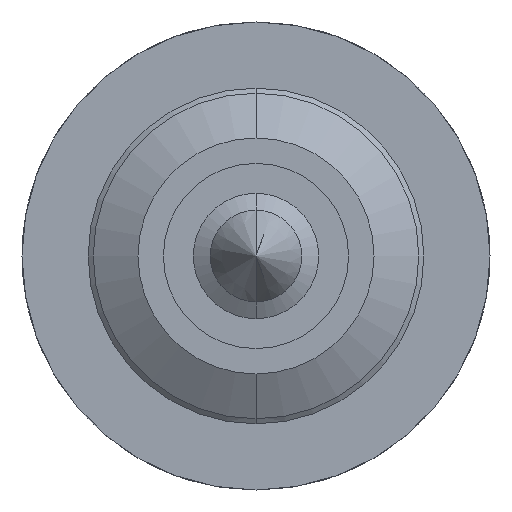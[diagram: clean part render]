
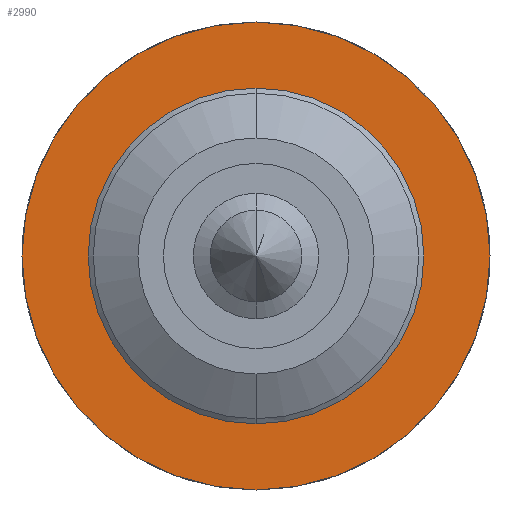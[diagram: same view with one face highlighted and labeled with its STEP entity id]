
A CAD part, front view. The second image highlights one B-rep face of the part: STEP entity #2990.
In plain terms, the highlighted planar face has unit normal (0, -1, 0).
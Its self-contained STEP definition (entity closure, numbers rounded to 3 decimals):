
#50 = CARTESIAN_POINT ( 'NONE',  ( 0., -2., 0.825 ) ) ;
#57 = DIRECTION ( 'NONE',  ( 0., 0., 1. ) ) ;
#256 = CARTESIAN_POINT ( 'NONE',  ( 0., -2., 0. ) ) ;
#284 = DIRECTION ( 'NONE',  ( 0., 1., 0. ) ) ;
#287 = VERTEX_POINT ( 'NONE', #50 ) ;
#364 = CARTESIAN_POINT ( 'NONE',  ( 0., -2., 0. ) ) ;
#374 = AXIS2_PLACEMENT_3D ( 'NONE', #256, #284, #866 ) ;
#422 = AXIS2_PLACEMENT_3D ( 'NONE', #4035, #2037, #1401 ) ;
#434 = EDGE_LOOP ( 'NONE', ( #2617, #852 ) ) ;
#577 = VERTEX_POINT ( 'NONE', #3824 ) ;
#676 = DIRECTION ( 'NONE',  ( 0., 1., 0. ) ) ;
#732 = FACE_OUTER_BOUND ( 'NONE', #434, .T. ) ;
#852 = ORIENTED_EDGE ( 'NONE', *, *, #1258, .F. ) ;
#866 = DIRECTION ( 'NONE',  ( 0., 0., 1. ) ) ;
#943 = CIRCLE ( 'NONE', #2218, 1.15 ) ;
#1222 = AXIS2_PLACEMENT_3D ( 'NONE', #364, #676, #57 ) ;
#1258 = EDGE_CURVE ( 'Defeature ausgef�hrt2_5+Defeature ausgef�hrt2_6+Defeature ausgef�hrt2_6+Defeature ausgef�hrt2_6', #1477, #577, #3525, .T. ) ;
#1401 = DIRECTION ( 'NONE',  ( 0., 0., 1. ) ) ;
#1477 = VERTEX_POINT ( 'NONE', #3783 ) ;
#1864 = EDGE_LOOP ( 'NONE', ( #3230, #3684 ) ) ;
#2037 = DIRECTION ( 'NONE',  ( 0., 1., 0. ) ) ;
#2105 = EDGE_CURVE ( 'Defeature ausgef�hrt2_5+Defeature ausgef�hrt2_6+Defeature ausgef�hrt2_6+Defeature ausgef�hrt2_6', #577, #1477, #943, .T. ) ;
#2218 = AXIS2_PLACEMENT_3D ( 'NONE', #2781, #2789, #3144 ) ;
#2487 = CIRCLE ( 'NONE', #422, 0.825 ) ;
#2567 = CIRCLE ( 'NONE', #374, 0.825 ) ;
#2617 = ORIENTED_EDGE ( 'NONE', *, *, #2105, .F. ) ;
#2781 = CARTESIAN_POINT ( 'NONE',  ( 0., -2., 0. ) ) ;
#2786 = CARTESIAN_POINT ( 'NONE',  ( 1.15, -2., 0. ) ) ;
#2789 = DIRECTION ( 'NONE',  ( 0., 1., 0. ) ) ;
#2935 = EDGE_CURVE ( 'Defeature ausgef�hrt2_6+Defeature ausgef�hrt2_4+Defeature ausgef�hrt2_4+Defeature ausgef�hrt2_4', #287, #3519, #2487, .T. ) ;
#2990 = ADVANCED_FACE ( 'Defeature ausgef�hrt2_6', ( #732, #3469 ), #3142, .F. ) ;
#3088 = CARTESIAN_POINT ( 'NONE',  ( 0., -2., -0.825 ) ) ;
#3142 = PLANE ( 'NONE',  #3353 ) ;
#3144 = DIRECTION ( 'NONE',  ( 0., 0., 1. ) ) ;
#3156 = DIRECTION ( 'NONE',  ( 0., 0., 1. ) ) ;
#3230 = ORIENTED_EDGE ( 'NONE', *, *, #2935, .T. ) ;
#3353 = AXIS2_PLACEMENT_3D ( 'NONE', #2786, #3771, #3156 ) ;
#3469 = FACE_BOUND ( 'NONE', #1864, .T. ) ;
#3519 = VERTEX_POINT ( 'NONE', #3088 ) ;
#3525 = CIRCLE ( 'NONE', #1222, 1.15 ) ;
#3684 = ORIENTED_EDGE ( 'NONE', *, *, #3766, .T. ) ;
#3766 = EDGE_CURVE ( 'Defeature ausgef�hrt2_6+Defeature ausgef�hrt2_4+Defeature ausgef�hrt2_4+Defeature ausgef�hrt2_4', #3519, #287, #2567, .T. ) ;
#3771 = DIRECTION ( 'NONE',  ( 0., 1., 0. ) ) ;
#3783 = CARTESIAN_POINT ( 'NONE',  ( 0., -2., -1.15 ) ) ;
#3824 = CARTESIAN_POINT ( 'NONE',  ( 0., -2., 1.15 ) ) ;
#4035 = CARTESIAN_POINT ( 'NONE',  ( 0., -2., 0. ) ) ;
